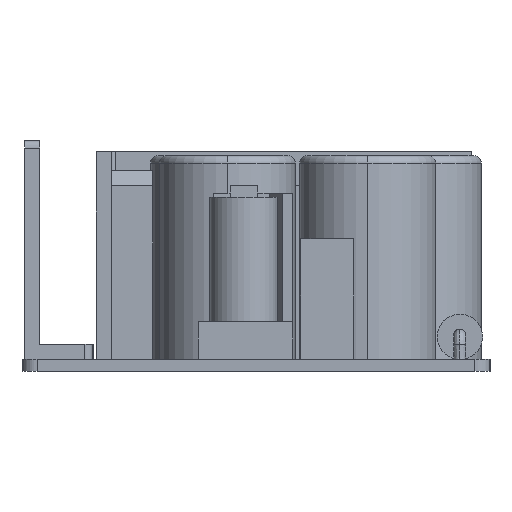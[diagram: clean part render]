
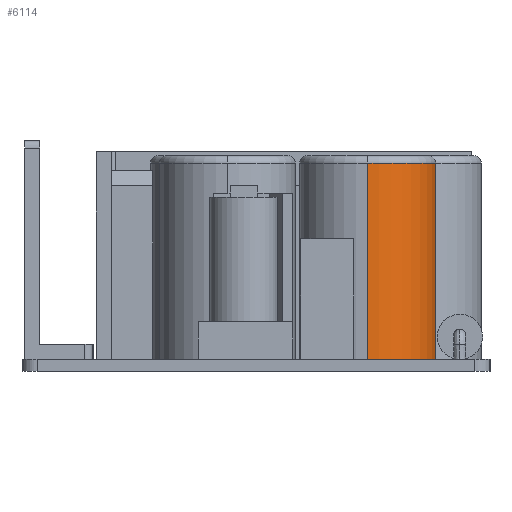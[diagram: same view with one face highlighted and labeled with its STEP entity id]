
A CAD part, left-side view. The second image highlights one B-rep face of the part: STEP entity #6114.
In plain terms, the highlighted cylindrical face has radius 9 mm (diameter 18 mm), a partial arc.
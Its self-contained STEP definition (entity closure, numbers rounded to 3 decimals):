
#262=CARTESIAN_POINT('',(-17.785,-12.247,0.));
#263=DIRECTION('',(0.,0.,1.));
#264=DIRECTION('',(-1.,0.,0.));
#265=AXIS2_PLACEMENT_3D('',#262,#263,#264);
#1607=CARTESIAN_POINT('',(-17.785,-12.247,26.));
#1608=DIRECTION('',(0.,0.,1.));
#1609=DIRECTION('',(-1.,0.,0.));
#1610=AXIS2_PLACEMENT_3D('',#1607,#1608,#1609);
#1612=DIRECTION('',(0.,0.,1.));
#1613=VECTOR('',#1612,26.);
#1614=CARTESIAN_POINT('',(-26.785,-12.247,0.));
#1615=LINE('',#1614,#1613);
#1621=DIRECTION('',(0.,0.,1.));
#1622=VECTOR('',#1621,26.);
#1623=CARTESIAN_POINT('',(-8.785,-12.247,0.));
#1624=LINE('',#1623,#1622);
#3329=CARTESIAN_POINT('',(-8.785,-12.247,0.));
#3330=CARTESIAN_POINT('',(-26.785,-12.247,0.));
#3331=VERTEX_POINT('',#3329);
#3332=VERTEX_POINT('',#3330);
#3673=CARTESIAN_POINT('',(-8.785,-12.247,26.));
#3674=CARTESIAN_POINT('',(-26.785,-12.247,26.));
#3675=VERTEX_POINT('',#3673);
#3676=VERTEX_POINT('',#3674);
#6101=CARTESIAN_POINT('',(-17.785,-12.247,0.));
#6102=DIRECTION('',(0.,0.,1.));
#6103=DIRECTION('',(1.,0.,0.));
#6104=AXIS2_PLACEMENT_3D('',#6101,#6102,#6103);
#6105=CYLINDRICAL_SURFACE('',#6104,9.);
#6106=ORIENTED_EDGE('',*,*,#6095,.T.);
#6108=ORIENTED_EDGE('',*,*,#6107,.F.);
#6109=ORIENTED_EDGE('',*,*,#4533,.F.);
#6111=ORIENTED_EDGE('',*,*,#6110,.T.);
#6112=EDGE_LOOP('',(#6106,#6108,#6109,#6111));
#6113=FACE_OUTER_BOUND('',#6112,.F.);
#266=CIRCLE('',#265,9.);
#1611=CIRCLE('',#1610,9.);
#4533=EDGE_CURVE('',#3332,#3331,#266,.T.);
#6095=EDGE_CURVE('',#3676,#3675,#1611,.T.);
#6107=EDGE_CURVE('',#3331,#3675,#1624,.T.);
#6110=EDGE_CURVE('',#3332,#3676,#1615,.T.);
#6114=ADVANCED_FACE('',(#6113),#6105,.T.);
